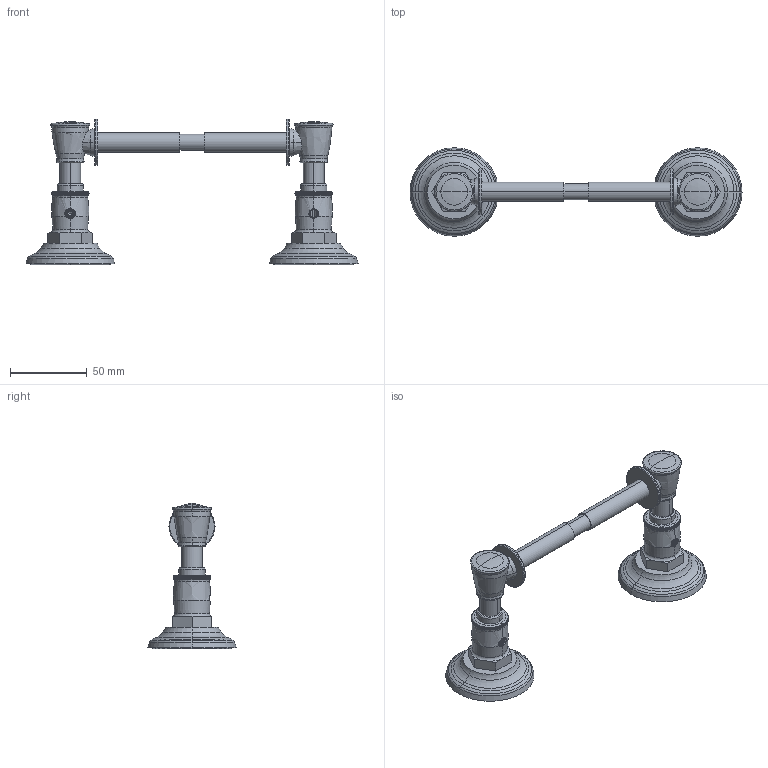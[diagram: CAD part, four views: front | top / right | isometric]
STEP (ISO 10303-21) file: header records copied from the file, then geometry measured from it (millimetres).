
FILE_DESCRIPTION((''),'2;1');
FILE_NAME('4808_','2014-06-06T',('ravindrashirol'),(''),'PRO/ENGINEER BY PARAMETRIC TECHNOLOGY CORPORATION, 2012230','PRO/ENGINEER BY PARAMETRIC TECHNOLOGY CORPORATION, 2012230','');
FILE_SCHEMA(('CONFIG_CONTROL_DESIGN'));
Length unit declared in the file: inch
Products named in the file (1): 4808_
Bounding box: 216.44 x 57.69 x 94.68 mm (x, y, z)
Surface area: 43447.5 mm2 (no closed solid volume)
Topology: 0 solids, 34 shells, 711 faces, 1923 edges, 1422 vertices
Faces by surface type: plane 438, cylinder 89, bspline 80, torus 76, cone 24, revolution 4
Entity records: 34364 total; most frequent: CARTESIAN_POINT 17746, ORIENTED_EDGE 3165, DIRECTION 2961, EDGE_CURVE 1917, VERTEX_POINT 1422, AXIS2_PLACEMENT_3D 1056, EDGE_LOOP 942, VECTOR 845
